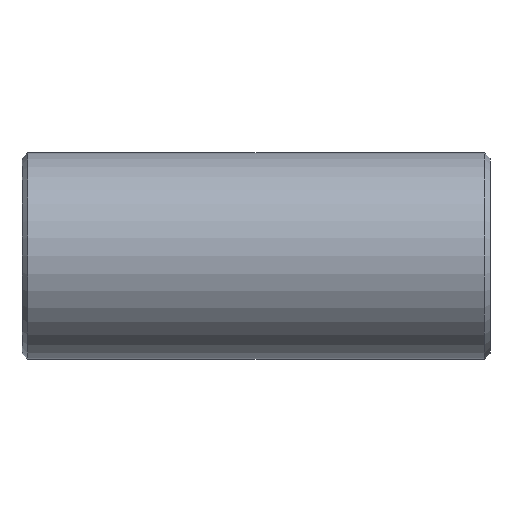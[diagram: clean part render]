
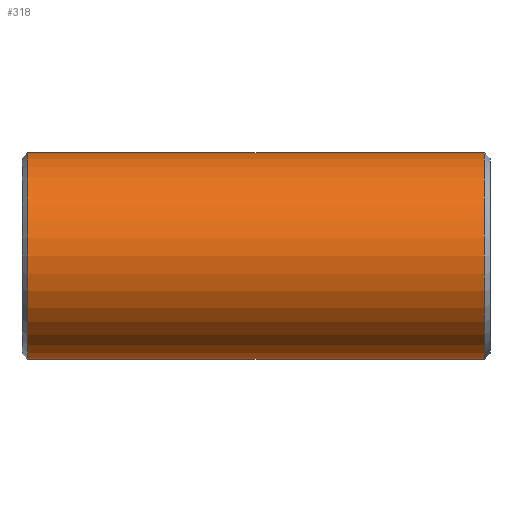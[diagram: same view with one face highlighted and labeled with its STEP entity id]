
A CAD part, front view. The second image highlights one B-rep face of the part: STEP entity #318.
In plain terms, the highlighted cylindrical face has radius 21.082 mm (diameter 42.164 mm), a partial arc.
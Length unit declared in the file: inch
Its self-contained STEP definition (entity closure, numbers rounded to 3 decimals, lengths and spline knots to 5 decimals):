
#17 = DIRECTION ( 'NONE',  ( -1., 0., 0. ) ) ;
#18 = CARTESIAN_POINT ( 'NONE',  ( -1.83333, 0., 0.83 ) ) ;
#22 = ORIENTED_EDGE ( 'NONE', *, *, #430, .T. ) ;
#28 = CARTESIAN_POINT ( 'NONE',  ( 1.83333, 0., 0. ) ) ;
#40 = DIRECTION ( 'NONE',  ( -1., 0., 0. ) ) ;
#62 = VECTOR ( 'NONE', #275, 39.37008 ) ;
#69 = CARTESIAN_POINT ( 'NONE',  ( 1.88, 0., -0.83 ) ) ;
#78 = VECTOR ( 'NONE', #17, 39.37008 ) ;
#82 = CARTESIAN_POINT ( 'NONE',  ( -1.83333, 0., 0. ) ) ;
#92 = ORIENTED_EDGE ( 'NONE', *, *, #213, .F. ) ;
#108 = AXIS2_PLACEMENT_3D ( 'NONE', #82, #311, #223 ) ;
#111 = CARTESIAN_POINT ( 'NONE',  ( 0., 0., 0.83 ) ) ;
#115 = CIRCLE ( 'NONE', #535, 0.83 ) ;
#118 = FACE_OUTER_BOUND ( 'NONE', #439, .T. ) ;
#138 = VERTEX_POINT ( 'NONE', #202 ) ;
#157 = DIRECTION ( 'NONE',  ( -1., 0., 0. ) ) ;
#170 = VERTEX_POINT ( 'NONE', #246 ) ;
#192 = CARTESIAN_POINT ( 'NONE',  ( 1.88, 0., 0.83 ) ) ;
#202 = CARTESIAN_POINT ( 'NONE',  ( 1.83333, 0., -0.83 ) ) ;
#205 = CYLINDRICAL_SURFACE ( 'NONE', #413, 0.83 ) ;
#212 = VECTOR ( 'NONE', #394, 39.37008 ) ;
#213 = EDGE_CURVE ( 'NONE', #138, #592, #479, .T. ) ;
#216 = VECTOR ( 'NONE', #403, 39.37008 ) ;
#223 = DIRECTION ( 'NONE',  ( 0., 0., 1. ) ) ;
#236 = CARTESIAN_POINT ( 'NONE',  ( 0., 0., -0.83 ) ) ;
#246 = CARTESIAN_POINT ( 'NONE',  ( 1.83333, 0., 0.83 ) ) ;
#270 = VERTEX_POINT ( 'NONE', #111 ) ;
#275 = DIRECTION ( 'NONE',  ( -1., 0., 0. ) ) ;
#283 = LINE ( 'NONE', #192, #62 ) ;
#286 = CARTESIAN_POINT ( 'NONE',  ( -1.83333, 0., -0.83 ) ) ;
#311 = DIRECTION ( 'NONE',  ( 1., 0., 0. ) ) ;
#313 = VERTEX_POINT ( 'NONE', #18 ) ;
#318 = ADVANCED_FACE ( 'NONE', ( #118 ), #205, .T. ) ;
#327 = EDGE_CURVE ( 'NONE', #270, #313, #347, .T. ) ;
#347 = LINE ( 'NONE', #426, #212 ) ;
#364 = EDGE_CURVE ( 'NONE', #313, #577, #566, .T. ) ;
#392 = CARTESIAN_POINT ( 'NONE',  ( 1.88, 0., 0. ) ) ;
#394 = DIRECTION ( 'NONE',  ( -1., 0., 0. ) ) ;
#401 = EDGE_CURVE ( 'NONE', #592, #577, #539, .T. ) ;
#403 = DIRECTION ( 'NONE',  ( -1., 0., 0. ) ) ;
#404 = ORIENTED_EDGE ( 'NONE', *, *, #488, .T. ) ;
#413 = AXIS2_PLACEMENT_3D ( 'NONE', #392, #157, #482 ) ;
#426 = CARTESIAN_POINT ( 'NONE',  ( 1.88, 0., 0.83 ) ) ;
#430 = EDGE_CURVE ( 'NONE', #138, #170, #115, .T. ) ;
#439 = EDGE_LOOP ( 'NONE', ( #92, #22, #404, #531, #537, #547 ) ) ;
#479 = LINE ( 'NONE', #69, #78 ) ;
#482 = DIRECTION ( 'NONE',  ( 0., 0., 1. ) ) ;
#488 = EDGE_CURVE ( 'NONE', #170, #270, #283, .T. ) ;
#500 = CARTESIAN_POINT ( 'NONE',  ( 1.88, 0., -0.83 ) ) ;
#531 = ORIENTED_EDGE ( 'NONE', *, *, #327, .T. ) ;
#535 = AXIS2_PLACEMENT_3D ( 'NONE', #28, #40, #582 ) ;
#537 = ORIENTED_EDGE ( 'NONE', *, *, #364, .T. ) ;
#539 = LINE ( 'NONE', #500, #216 ) ;
#547 = ORIENTED_EDGE ( 'NONE', *, *, #401, .F. ) ;
#566 = CIRCLE ( 'NONE', #108, 0.83 ) ;
#577 = VERTEX_POINT ( 'NONE', #286 ) ;
#582 = DIRECTION ( 'NONE',  ( 0., 0., -1. ) ) ;
#592 = VERTEX_POINT ( 'NONE', #236 ) ;
